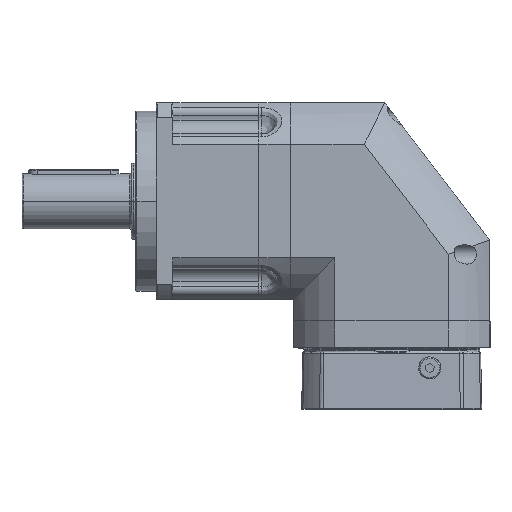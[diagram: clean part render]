
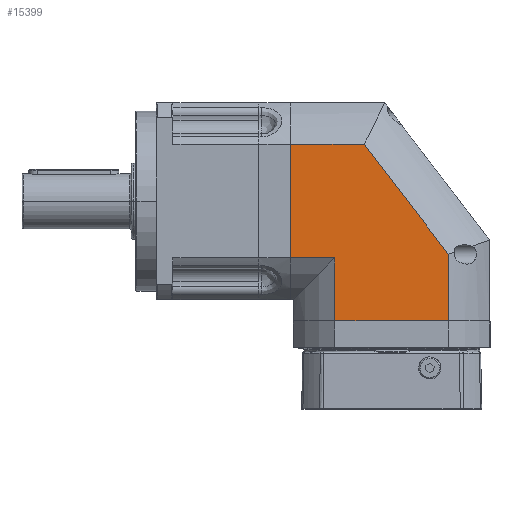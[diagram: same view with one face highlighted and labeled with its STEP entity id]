
A CAD part, top view. The second image highlights one B-rep face of the part: STEP entity #15399.
In plain terms, the highlighted face is planar.
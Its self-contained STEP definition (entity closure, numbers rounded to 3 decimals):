
#1030 = DIRECTION ( 'NONE',  ( -1., 0., 0. ) ) ;
#2315 = ORIENTED_EDGE ( 'NONE', *, *, #30864, .F. ) ;
#2561 = CARTESIAN_POINT ( 'NONE',  ( 41.024, 71., 41.024 ) ) ;
#3186 = DIRECTION ( 'NONE',  ( 0., 0., 1. ) ) ;
#3222 = CARTESIAN_POINT ( 'NONE',  ( 86.5, 71., 0. ) ) ;
#3821 = CARTESIAN_POINT ( 'NONE',  ( 41.024, 71., 41.024 ) ) ;
#3926 = ORIENTED_EDGE ( 'NONE', *, *, #46224, .F. ) ;
#4017 = EDGE_CURVE ( 'NONE', #37229, #16810, #46562, .T. ) ;
#5701 = CARTESIAN_POINT ( 'NONE',  ( -41.024, 71., 73. ) ) ;
#5830 = CARTESIAN_POINT ( 'NONE',  ( -41.024, 71., 19.795 ) ) ;
#6314 = VECTOR ( 'NONE', #7543, 1000. ) ;
#6496 = VERTEX_POINT ( 'NONE', #5830 ) ;
#7543 = DIRECTION ( 'NONE',  ( 0., 0., 1. ) ) ;
#7607 = CARTESIAN_POINT ( 'NONE',  ( 41.024, 71., 73. ) ) ;
#10262 = VECTOR ( 'NONE', #28630, 1000. ) ;
#10776 = VECTOR ( 'NONE', #45824, 1000. ) ;
#10906 = LINE ( 'NONE', #20236, #10776 ) ;
#12284 = ORIENTED_EDGE ( 'NONE', *, *, #16355, .F. ) ;
#12655 = AXIS2_PLACEMENT_3D ( 'NONE', #37092, #36977, #36925 ) ;
#12814 = CARTESIAN_POINT ( 'NONE',  ( -41.024, 71., 73. ) ) ;
#12982 = DIRECTION ( 'NONE',  ( 0., 0., -1. ) ) ;
#14334 = LINE ( 'NONE', #24021, #14380 ) ;
#14380 = VECTOR ( 'NONE', #24085, 1000. ) ;
#15193 = CARTESIAN_POINT ( 'NONE',  ( 86.5, 71., 41.024 ) ) ;
#15399 = ADVANCED_FACE ( 'NONE', ( #45425 ), #37191, .F. ) ;
#16355 = EDGE_CURVE ( 'NONE', #16810, #33702, #41429, .T. ) ;
#16810 = VERTEX_POINT ( 'NONE', #15193 ) ;
#20236 = CARTESIAN_POINT ( 'NONE',  ( 41.024, 71., -41.024 ) ) ;
#23497 = ORIENTED_EDGE ( 'NONE', *, *, #29652, .F. ) ;
#23753 = VECTOR ( 'NONE', #12982, 1000. ) ;
#23847 = LINE ( 'NONE', #12814, #23753 ) ;
#24021 = CARTESIAN_POINT ( 'NONE',  ( -41.024, 71., 19.795 ) ) ;
#24085 = DIRECTION ( 'NONE',  ( 0.794, 0., -0.608 ) ) ;
#24443 = ORIENTED_EDGE ( 'NONE', *, *, #27462, .F. ) ;
#27047 = EDGE_CURVE ( 'NONE', #33702, #35563, #47011, .T. ) ;
#27131 = CARTESIAN_POINT ( 'NONE',  ( 41.024, 71., 73. ) ) ;
#27331 = VERTEX_POINT ( 'NONE', #44769 ) ;
#27462 = EDGE_CURVE ( 'NONE', #35563, #36540, #28172, .T. ) ;
#27516 = ORIENTED_EDGE ( 'NONE', *, *, #27047, .F. ) ;
#28121 = ORIENTED_EDGE ( 'NONE', *, *, #4017, .F. ) ;
#28172 = LINE ( 'NONE', #28701, #10262 ) ;
#28630 = DIRECTION ( 'NONE',  ( -1., 0., 0. ) ) ;
#28701 = CARTESIAN_POINT ( 'NONE',  ( 41.024, 71., 73. ) ) ;
#29652 = EDGE_CURVE ( 'NONE', #36540, #6496, #23847, .T. ) ;
#30864 = EDGE_CURVE ( 'NONE', #6496, #27331, #14334, .T. ) ;
#33702 = VERTEX_POINT ( 'NONE', #3821 ) ;
#35440 = EDGE_LOOP ( 'NONE', ( #2315, #23497, #24443, #27516, #12284, #28121, #3926 ) ) ;
#35563 = VERTEX_POINT ( 'NONE', #27131 ) ;
#36540 = VERTEX_POINT ( 'NONE', #5701 ) ;
#36925 = DIRECTION ( 'NONE',  ( 0., 0., -1. ) ) ;
#36977 = DIRECTION ( 'NONE',  ( 0., -1., 0. ) ) ;
#37092 = CARTESIAN_POINT ( 'NONE',  ( 41.024, 71., 73. ) ) ;
#37191 = PLANE ( 'NONE',  #12655 ) ;
#37229 = VERTEX_POINT ( 'NONE', #40101 ) ;
#40101 = CARTESIAN_POINT ( 'NONE',  ( 86.5, 71., -41.024 ) ) ;
#41289 = VECTOR ( 'NONE', #1030, 1000. ) ;
#41429 = LINE ( 'NONE', #2561, #41289 ) ;
#44769 = CARTESIAN_POINT ( 'NONE',  ( 38.344, 71., -41.024 ) ) ;
#45425 = FACE_OUTER_BOUND ( 'NONE', #35440, .T. ) ;
#45824 = DIRECTION ( 'NONE',  ( 1., 0., 0. ) ) ;
#46224 = EDGE_CURVE ( 'NONE', #27331, #37229, #10906, .T. ) ;
#46562 = LINE ( 'NONE', #3222, #46799 ) ;
#46799 = VECTOR ( 'NONE', #3186, 1000. ) ;
#47011 = LINE ( 'NONE', #7607, #6314 ) ;
